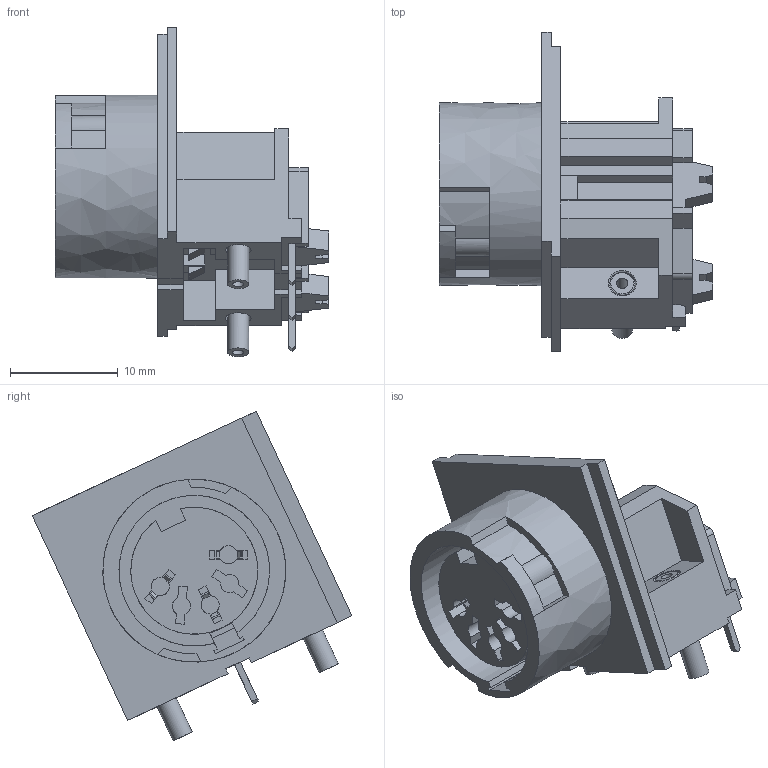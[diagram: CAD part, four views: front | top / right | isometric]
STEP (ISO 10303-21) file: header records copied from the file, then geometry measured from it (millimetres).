
FILE_DESCRIPTION((''),'2;1');
FILE_NAME('T.stp','2014-03-14T09:49:08',('User'),( 'SDRC'),'I-DEAS Master Series 9','UNIX','Yes');
FILE_SCHEMA(('CONFIG_CONTROL_DESIGN', 'GEOMETRIC_VALIDATION_PROPERTIES_MIM','SHAPE_APPEARANCE_LAYER_MIM'));
Length unit declared in the file: millimetre
Bounding box: 25.4 x 29.72 x 30.65 mm (x, y, z)
Surface area: 4269.4 mm2 (no closed solid volume)
Topology: 0 solids, 3 shells, 309 faces, 874 edges, 591 vertices
Faces by surface type: bspline 309
Entity records: 10024 total; most frequent: CARTESIAN_POINT 4284, ORIENTED_EDGE 1696, EDGE_CURVE 868, VERTEX_POINT 576, QUASI_UNIFORM_CURVE 468, OVER_RIDING_STYLED_ITEM 384, EDGE_LOOP 334, FACE_OUTER_BOUND 309
